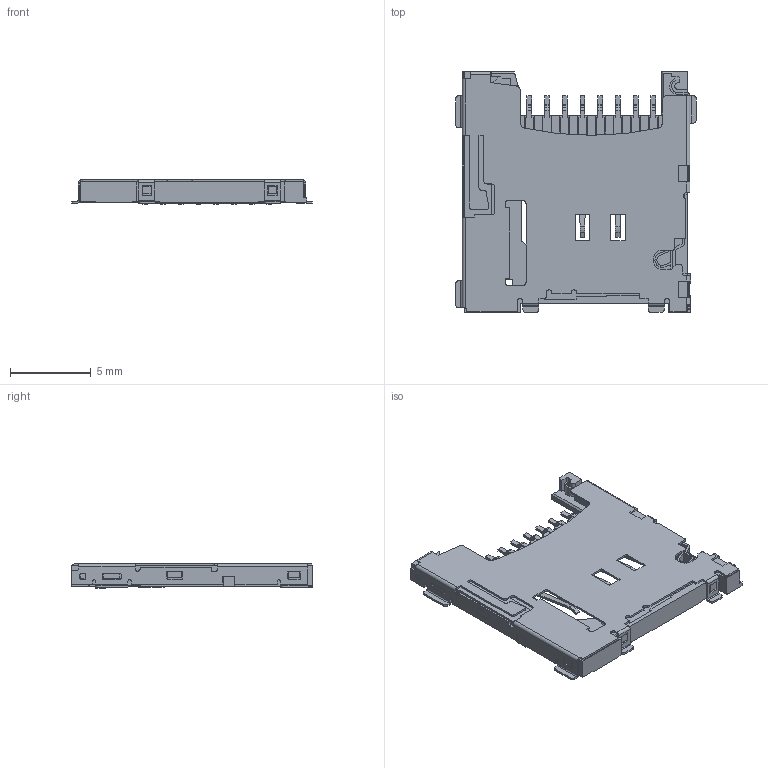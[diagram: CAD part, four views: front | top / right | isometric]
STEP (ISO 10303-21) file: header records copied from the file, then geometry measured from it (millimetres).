
FILE_DESCRIPTION (( 'STEP AP214' ), '1' );
FILE_NAME ('MicroSD_503182-1852.STEP', '2019-02-09T20:21:32', ( '' ), ( '' ), 'SwSTEP 2.0', 'SolidWorks 2018', '' );
FILE_SCHEMA (( 'AUTOMOTIVE_DESIGN' ));
Length unit declared in the file: millimetre
Products named in the file (1): MicroSD_503182-1852
Bounding box: 14.94 x 14.95 x 1.5 mm (x, y, z)
Volume: 109.7 mm3; surface area: 762.8 mm2
Topology: 8 solids, 8 shells, 856 faces, 2580 edges, 1693 vertices
Faces by surface type: plane 648, cylinder 208
Entity records: 34300 total; most frequent: CARTESIAN_POINT 5226, ORIENTED_EDGE 5160, DIRECTION 4651, EDGE_CURVE 2580, VECTOR 2159, LINE 2159, VERTEX_POINT 1693, AXIS2_PLACEMENT_3D 1246
